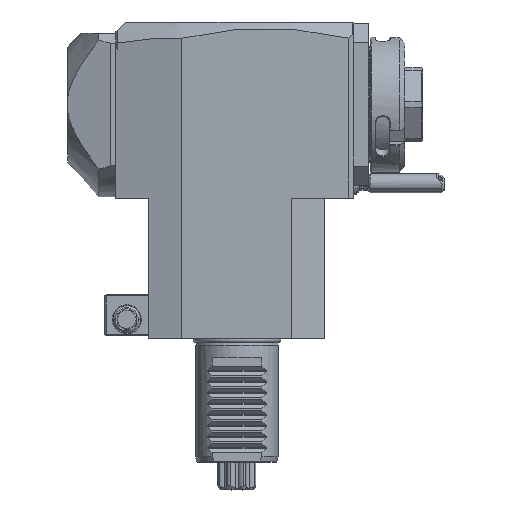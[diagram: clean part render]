
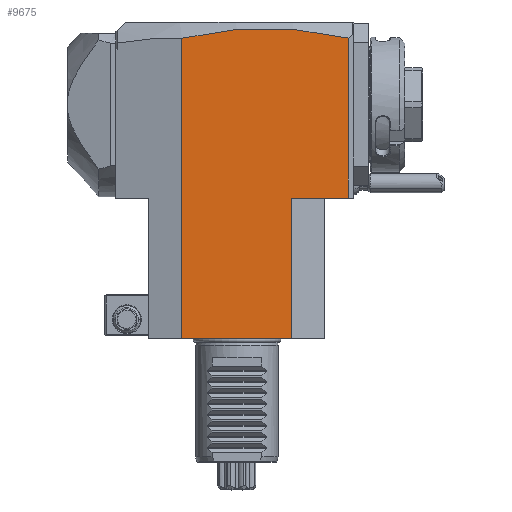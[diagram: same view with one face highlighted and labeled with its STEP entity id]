
A CAD part, top view. The second image highlights one B-rep face of the part: STEP entity #9675.
In plain terms, the highlighted planar face has unit normal (0, 0, 1).
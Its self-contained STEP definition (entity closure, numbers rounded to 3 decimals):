
#17=DIRECTION('',(-1.,0.,0.));
#18=VECTOR('',#17,40.);
#19=CARTESIAN_POINT('',(20.,0.,32.));
#20=LINE('',#19,#18);
#313=DIRECTION('',(-1.,0.,0.));
#314=VECTOR('',#313,20.5);
#315=CARTESIAN_POINT('',(40.5,51.,32.));
#316=LINE('',#315,#314);
#317=CARTESIAN_POINT('',(40.5,109.133,32.));
#318=CARTESIAN_POINT('',(35.458,110.345,32.));
#319=CARTESIAN_POINT('',(25.373,112.145,32.));
#320=CARTESIAN_POINT('',(10.247,113.032,32.));
#321=CARTESIAN_POINT('',(-4.877,112.124,32.));
#322=CARTESIAN_POINT('',(-14.959,110.311,32.));
#323=CARTESIAN_POINT('',(-20.,109.092,32.));
#329=DIRECTION('',(0.,1.,0.));
#330=VECTOR('',#329,58.133);
#331=CARTESIAN_POINT('',(40.5,51.,32.));
#332=LINE('',#331,#330);
#556=DIRECTION('',(0.,-1.,0.));
#557=VECTOR('',#556,109.092);
#558=CARTESIAN_POINT('',(-20.,109.092,32.));
#559=LINE('',#558,#557);
#5198=DIRECTION('',(0.,1.,0.));
#5199=VECTOR('',#5198,51.);
#5200=CARTESIAN_POINT('',(20.,0.,32.));
#5201=LINE('',#5200,#5199);
#8958=VERTEX_POINT('',#317);
#8959=VERTEX_POINT('',#323);
#9330=CARTESIAN_POINT('',(40.5,51.,32.));
#9331=VERTEX_POINT('',#9330);
#9344=CARTESIAN_POINT('',(20.,0.,32.));
#9345=VERTEX_POINT('',#9344);
#9346=CARTESIAN_POINT('',(-20.,0.,32.));
#9347=VERTEX_POINT('',#9346);
#9570=CARTESIAN_POINT('',(20.,51.,32.));
#9571=VERTEX_POINT('',#9570);
#9658=CARTESIAN_POINT('',(-35.103,51.,32.));
#9659=DIRECTION('',(0.,0.,1.));
#9660=DIRECTION('',(1.,0.,0.));
#9661=AXIS2_PLACEMENT_3D('',#9658,#9659,#9660);
#9662=PLANE('',#9661);
#9664=ORIENTED_EDGE('',*,*,#9663,.F.);
#9665=ORIENTED_EDGE('',*,*,#9640,.T.);
#9667=ORIENTED_EDGE('',*,*,#9666,.F.);
#9668=ORIENTED_EDGE('',*,*,#9587,.T.);
#9670=ORIENTED_EDGE('',*,*,#9669,.F.);
#9672=ORIENTED_EDGE('',*,*,#9671,.F.);
#9673=EDGE_LOOP('',(#9664,#9665,#9667,#9668,#9670,#9672));
#9674=FACE_OUTER_BOUND('',#9673,.F.);
#324=B_SPLINE_CURVE_WITH_KNOTS('',3,(#317,#318,#319,#320,#321,#322,#323),
.UNSPECIFIED.,.F.,.F.,(4,1,1,1,4),(0.,0.25,0.5,0.75,1.),
.UNSPECIFIED.);
#9587=EDGE_CURVE('',#9345,#9347,#20,.T.);
#9640=EDGE_CURVE('',#9331,#9571,#316,.T.);
#9663=EDGE_CURVE('',#9331,#8958,#332,.T.);
#9666=EDGE_CURVE('',#9345,#9571,#5201,.T.);
#9669=EDGE_CURVE('',#8959,#9347,#559,.T.);
#9671=EDGE_CURVE('',#8958,#8959,#324,.T.);
#9675=ADVANCED_FACE('',(#9674),#9662,.T.);
